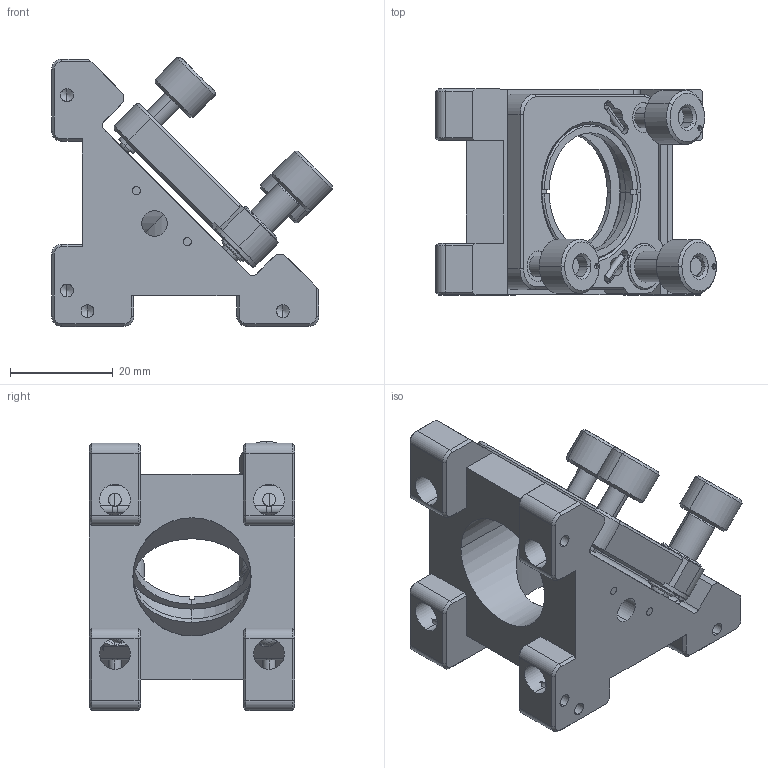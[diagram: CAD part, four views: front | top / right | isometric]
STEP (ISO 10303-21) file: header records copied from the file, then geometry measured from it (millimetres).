
FILE_DESCRIPTION (( 'STEP AP203' ), '1' );
FILE_NAME ('GCT-080604 俋倰芞.STEP', '2016-11-11T01:59:55', ( 'Lxtx999.CoM' ), ( 'Lxtx999.CoM' ), 'SwSTEP 2.0', 'SolidWorks 2012', '' );
FILE_SCHEMA (( 'CONFIG_CONTROL_DESIGN' ));
Length unit declared in the file: centimetre
Products named in the file (1): GCT-080604 俋倰芞
Bounding box: 54.64 x 40 x 52.33 mm (x, y, z)
Surface area: 18160.5 mm2 (no closed solid volume)
Topology: 0 solids, 27 shells, 393 faces, 1112 edges, 705 vertices
Faces by surface type: plane 152, cylinder 135, cone 96, sphere 6, bspline 4
Entity records: 13073 total; most frequent: CARTESIAN_POINT 2862, DIRECTION 2210, ORIENTED_EDGE 1997, EDGE_CURVE 1075, AXIS2_PLACEMENT_3D 818, VERTEX_POINT 696, LINE 574, VECTOR 574
